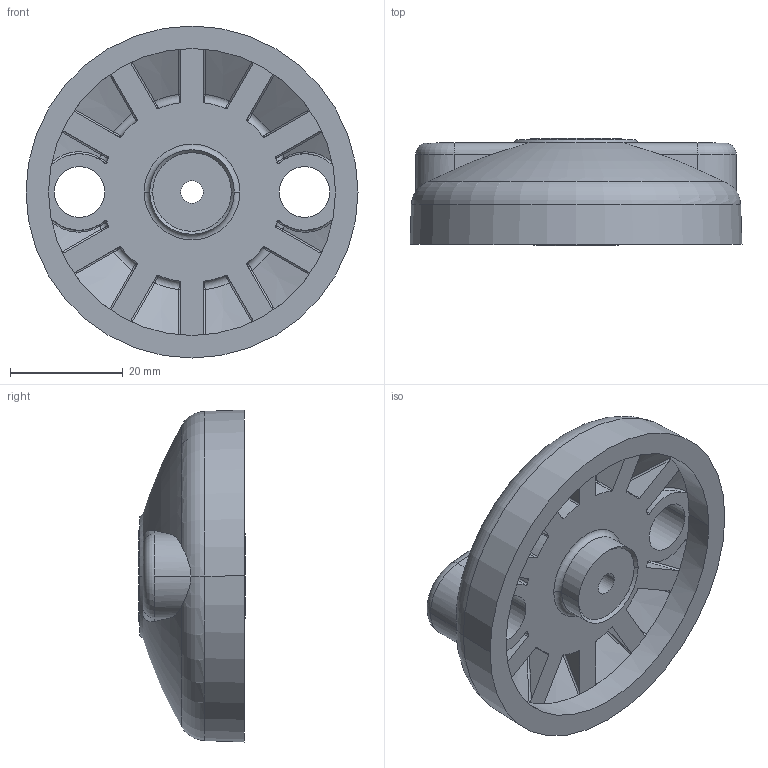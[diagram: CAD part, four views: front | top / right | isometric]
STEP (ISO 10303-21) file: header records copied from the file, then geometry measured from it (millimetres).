
FILE_DESCRIPTION (( 'STEP AP214' ), '1' );
FILE_NAME ('098d060zs.STEP', '2014-08-11T09:53:00', ( '' ), ( '' ), 'SwSTEP 2.0', 'SolidWorks 2014', '' );
FILE_SCHEMA (( 'AUTOMOTIVE_DESIGN' ));
Length unit declared in the file: millimetre
Products named in the file (3): 098d060zs; 098d060zr_098D060ZR; 098xd2_Standard
Assembly tree (2 placements, depth 2):
  098d060zs
    098d060zr_098D060ZR
    098xd2_Standard
Bounding box: 59 x 19 x 59 mm (x, y, z)
Volume: 25992.9 mm3; surface area: 11446.5 mm2
Topology: 2 solids, 2 shells, 208 faces, 498 edges, 297 vertices
Faces by surface type: cylinder 69, bspline 48, plane 33, cone 30, torus 26, sphere 2
Entity records: 8063 total; most frequent: CARTESIAN_POINT 3384, ORIENTED_EDGE 996, DIRECTION 933, EDGE_CURVE 498, AXIS2_PLACEMENT_3D 406, VERTEX_POINT 297, CIRCLE 241, EDGE_LOOP 219
